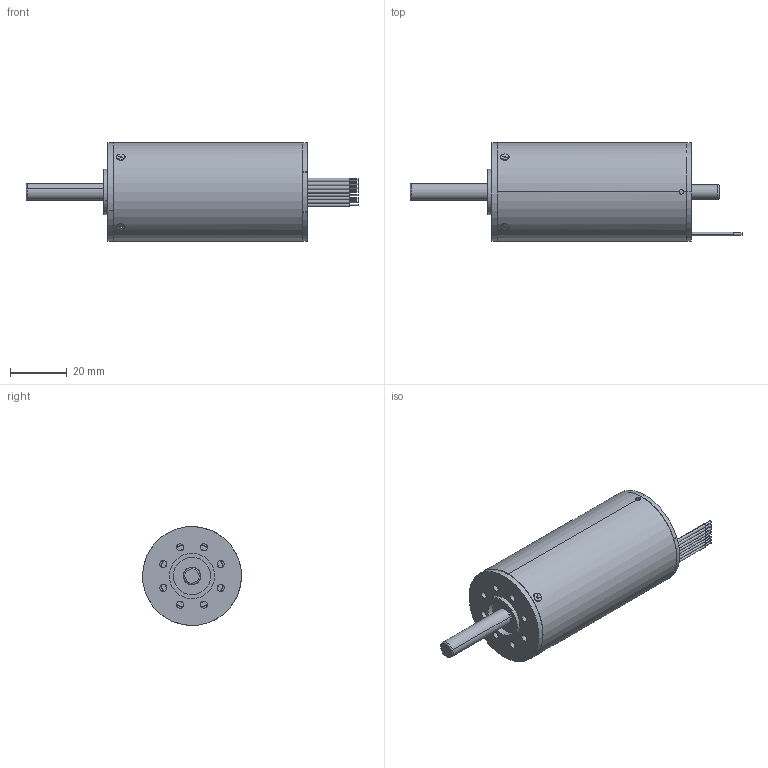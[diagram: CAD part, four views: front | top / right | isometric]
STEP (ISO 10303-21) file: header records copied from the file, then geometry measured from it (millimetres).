
FILE_DESCRIPTION (( 'STEP AP214' ), '1' );
FILE_NAME ('106507015.STEP', '2025-07-10T03:32:32', ( 'China' ), ( 'Microsoft' ), 'SwSTEP 2.0', 'SolidWorks 2025', '' );
FILE_SCHEMA (( 'AUTOMOTIVE_DESIGN' ));
Length unit declared in the file: millimetre
Products named in the file (1): 106507015
Bounding box: 117.5 x 35 x 35 mm (x, y, z)
Volume: 63385.3 mm3; surface area: 265602.1 mm2
Topology: 330 solids, 330 shells, 3072 faces, 6930 edges, 4565 vertices
Faces by surface type: cylinder 1575, plane 1325, torus 73, bspline 65, cone 34
Entity records: 100269 total; most frequent: CARTESIAN_POINT 25062, DIRECTION 15686, ORIENTED_EDGE 13844, EDGE_CURVE 6922, AXIS2_PLACEMENT_3D 6149, VERTEX_POINT 4565, EDGE_LOOP 3755, LINE 3388
